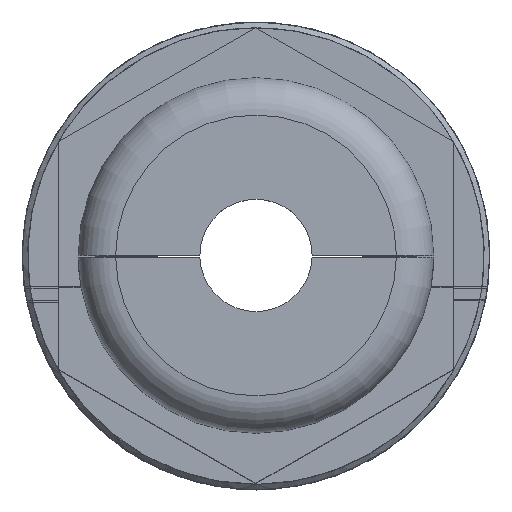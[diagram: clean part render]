
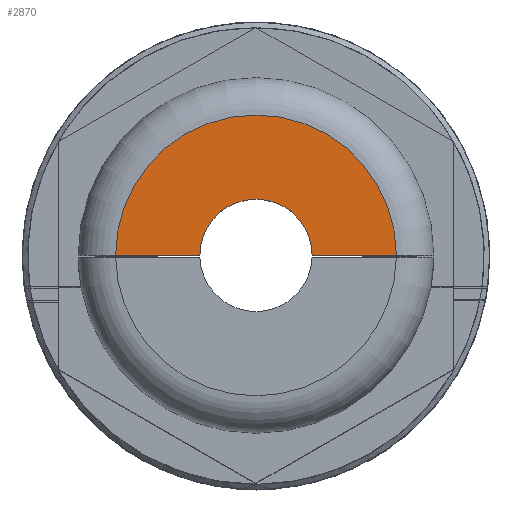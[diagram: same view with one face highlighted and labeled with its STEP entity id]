
A CAD part, top view. The second image highlights one B-rep face of the part: STEP entity #2870.
In plain terms, the highlighted planar face has unit normal (0, 0, 1).
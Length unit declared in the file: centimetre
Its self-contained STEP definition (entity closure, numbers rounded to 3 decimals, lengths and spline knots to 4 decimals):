
#385=LINE($,#6533,#608);
#392=LINE($,#6732,#615);
#608=VECTOR($,#3382,0.45);
#615=VECTOR($,#3399,0.45);
#753=PLANE($,#3038);
#882=FACE_OUTER_BOUND($,#1032,.T.);
#1032=EDGE_LOOP($,(#2478,#2479,#2480,#2481));
#1112=CIRCLE($,#3037,0.3);
#1113=CIRCLE($,#3039,0.75);
#1313=VERTEX_POINT($,#6530);
#1314=VERTEX_POINT($,#6532);
#1324=VERTEX_POINT($,#6729);
#1325=VERTEX_POINT($,#6731);
#1695=EDGE_CURVE($,#1314,#1313,#385,.T.);
#1710=EDGE_CURVE($,#1325,#1324,#392,.T.);
#1736=EDGE_CURVE($,#1313,#1325,#1112,.T.);
#1737=EDGE_CURVE($,#1314,#1324,#1113,.T.);
#2478=ORIENTED_EDGE($,*,*,#1710,.T.);
#2479=ORIENTED_EDGE($,*,*,#1737,.F.);
#2480=ORIENTED_EDGE($,*,*,#1695,.T.);
#2481=ORIENTED_EDGE($,*,*,#1736,.T.);
#2870=ADVANCED_FACE($,(#882),#753,.T.);
#3037=AXIS2_PLACEMENT_3D($,#6923,#3448,#3449);
#3038=AXIS2_PLACEMENT_3D($,#6924,#3450,#3451);
#3039=AXIS2_PLACEMENT_3D($,#6925,#3452,#3453);
#3382=DIRECTION($,(1.,0.,0.));
#3399=DIRECTION($,(1.,0.,0.));
#3448=DIRECTION('center_axis',(0.,0.,-1.));
#3449=DIRECTION('ref_axis',(1.,0.,0.));
#3450=DIRECTION('center_axis',(0.,0.,1.));
#3451=DIRECTION('ref_axis',(1.,0.,0.));
#3452=DIRECTION('center_axis',(0.,0.,-1.));
#3453=DIRECTION('ref_axis',(1.,0.,0.));
#6530=CARTESIAN_POINT('',(-12.8,12.5,1.9));
#6532=CARTESIAN_POINT('',(-13.25,12.5,1.9));
#6533=CARTESIAN_POINT($,(-12.025,12.5,1.9));
#6729=CARTESIAN_POINT('',(-11.75,12.5,1.9));
#6731=CARTESIAN_POINT('',(-12.2,12.5,1.9));
#6732=CARTESIAN_POINT($,(-12.025,12.5,1.9));
#6923=CARTESIAN_POINT('Origin',(-12.5,12.5,1.9));
#6924=CARTESIAN_POINT('Origin',(-12.5,12.5,1.9));
#6925=CARTESIAN_POINT('Origin',(-12.5,12.5,1.9));
